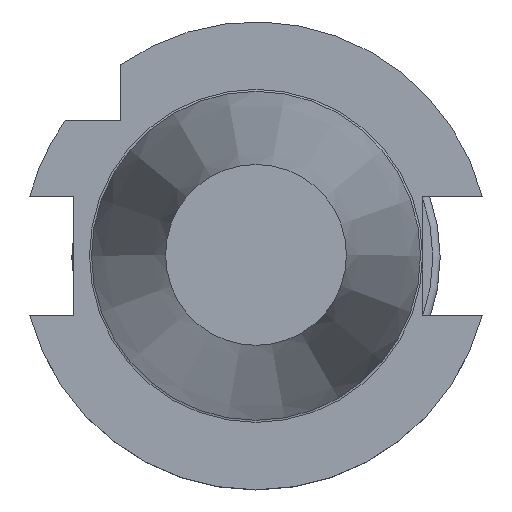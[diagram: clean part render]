
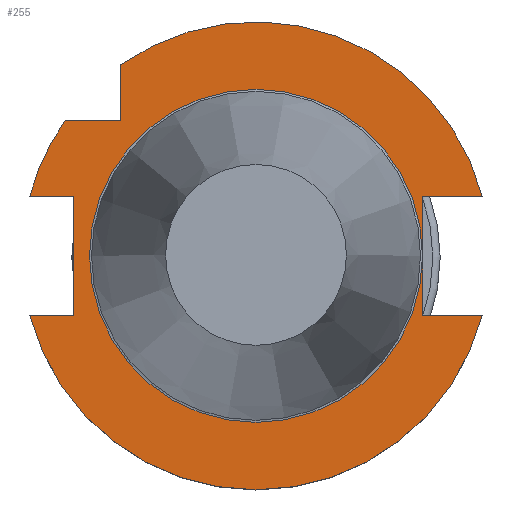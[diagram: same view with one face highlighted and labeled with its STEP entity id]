
A CAD part, top view. The second image highlights one B-rep face of the part: STEP entity #255.
In plain terms, the highlighted planar face has unit normal (0, 0, 1).
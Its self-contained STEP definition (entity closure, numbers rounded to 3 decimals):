
#61=LINE('',#1526,#113);
#62=LINE('',#1528,#114);
#63=LINE('',#1531,#115);
#64=LINE('',#1533,#116);
#65=LINE('',#1534,#117);
#66=LINE('',#1536,#118);
#67=LINE('',#1537,#119);
#68=LINE('',#1539,#120);
#69=LINE('',#1541,#121);
#113=VECTOR('',#1251,1.);
#114=VECTOR('',#1252,1.);
#115=VECTOR('',#1255,1.);
#116=VECTOR('',#1256,1.);
#117=VECTOR('',#1257,1.);
#118=VECTOR('',#1258,1.);
#119=VECTOR('',#1259,1.);
#120=VECTOR('',#1260,1.);
#121=VECTOR('',#1261,1.);
#154=FACE_OUTER_BOUND('',#420,.T.);
#209=PLANE('',#1045);
#255=ADVANCED_FACE('CU_FL_SU_5',(#154),#209,.F.);
#420=EDGE_LOOP('',(#534,#535,#536,#537,#538,#539,#540,#541,#542,#543,#544,
#545,#546));
#534=ORIENTED_EDGE('',*,*,#836,.F.);
#535=ORIENTED_EDGE('',*,*,#837,.T.);
#536=ORIENTED_EDGE('',*,*,#838,.T.);
#537=ORIENTED_EDGE('',*,*,#839,.T.);
#538=ORIENTED_EDGE('',*,*,#840,.T.);
#539=ORIENTED_EDGE('',*,*,#828,.T.);
#540=ORIENTED_EDGE('',*,*,#841,.T.);
#541=ORIENTED_EDGE('',*,*,#842,.F.);
#542=ORIENTED_EDGE('',*,*,#832,.F.);
#543=ORIENTED_EDGE('',*,*,#843,.F.);
#544=ORIENTED_EDGE('',*,*,#844,.F.);
#545=ORIENTED_EDGE('',*,*,#845,.T.);
#546=ORIENTED_EDGE('',*,*,#824,.F.);
#733=VERTEX_POINT('',#1495);
#735=VERTEX_POINT('',#1499);
#736=VERTEX_POINT('',#1503);
#739=VERTEX_POINT('',#1508);
#741=VERTEX_POINT('',#1513);
#743=VERTEX_POINT('',#1517);
#746=VERTEX_POINT('',#1527);
#747=VERTEX_POINT('',#1529);
#748=VERTEX_POINT('',#1532);
#749=VERTEX_POINT('',#1535);
#750=VERTEX_POINT('',#1538);
#751=VERTEX_POINT('',#1540);
#824=EDGE_CURVE('',#735,#733,#933,.T.);
#828=EDGE_CURVE('',#736,#739,#935,.T.);
#832=EDGE_CURVE('',#743,#741,#937,.T.);
#836=EDGE_CURVE('',#746,#735,#61,.T.);
#837=EDGE_CURVE('',#746,#747,#62,.T.);
#838=EDGE_CURVE('',#747,#747,#939,.T.);
#839=EDGE_CURVE('',#747,#748,#63,.T.);
#840=EDGE_CURVE('',#748,#736,#64,.T.);
#841=EDGE_CURVE('',#739,#749,#65,.T.);
#842=EDGE_CURVE('',#741,#749,#66,.T.);
#843=EDGE_CURVE('',#750,#743,#67,.T.);
#844=EDGE_CURVE('',#751,#750,#68,.T.);
#845=EDGE_CURVE('',#751,#733,#69,.T.);
#933=CIRCLE('',#1034,31.75);
#935=CIRCLE('',#1037,31.75);
#937=CIRCLE('',#1040,31.75);
#939=CIRCLE('',#1044,22.6);
#1034=AXIS2_PLACEMENT_3D('',#1500,#1225,#1226);
#1037=AXIS2_PLACEMENT_3D('',#1509,#1233,#1234);
#1040=AXIS2_PLACEMENT_3D('',#1518,#1241,#1242);
#1044=AXIS2_PLACEMENT_3D('',#1530,#1253,#1254);
#1045=AXIS2_PLACEMENT_3D('',#1542,#1262,#1263);
#1225=DIRECTION('',(0.,0.,-1.));
#1226=DIRECTION('',(-1.,0.,0.));
#1233=DIRECTION('',(0.,0.,1.));
#1234=DIRECTION('',(-1.,0.,0.));
#1241=DIRECTION('',(0.,0.,-1.));
#1242=DIRECTION('',(-1.,0.,0.));
#1251=DIRECTION('',(1.,0.,0.));
#1252=DIRECTION('',(0.,1.,0.));
#1253=DIRECTION('',(0.,0.,-1.));
#1254=DIRECTION('',(-1.,0.,0.));
#1255=DIRECTION('',(0.,1.,0.));
#1256=DIRECTION('',(1.,0.,0.));
#1257=DIRECTION('',(0.,-1.,0.));
#1258=DIRECTION('',(1.,0.,0.));
#1259=DIRECTION('',(-1.,0.,0.));
#1260=DIRECTION('',(0.,1.,0.));
#1261=DIRECTION('',(-1.,0.,0.));
#1262=DIRECTION('',(0.,0.,-1.));
#1263=DIRECTION('',(-1.,0.,0.));
#1495=CARTESIAN_POINT('',(-30.701,-8.095,-3.2));
#1499=CARTESIAN_POINT('',(30.701,-8.095,-3.2));
#1500=CARTESIAN_POINT('',(0.,0.,-3.2));
#1503=CARTESIAN_POINT('',(30.701,8.095,-3.2));
#1508=CARTESIAN_POINT('',(-18.35,25.91,-3.2));
#1509=CARTESIAN_POINT('',(0.,0.,-3.2));
#1513=CARTESIAN_POINT('',(-25.91,18.35,-3.2));
#1517=CARTESIAN_POINT('',(-30.701,8.095,-3.2));
#1518=CARTESIAN_POINT('',(0.,0.,-3.2));
#1526=CARTESIAN_POINT('',(0.,-8.095,-3.2));
#1527=CARTESIAN_POINT('',(22.6,-8.095,-3.2));
#1528=CARTESIAN_POINT('',(22.6,22.,-3.2));
#1529=CARTESIAN_POINT('',(22.6,0.,-3.2));
#1530=CARTESIAN_POINT('',(0.,0.,-3.2));
#1531=CARTESIAN_POINT('',(22.6,22.,-3.2));
#1532=CARTESIAN_POINT('',(22.6,8.095,-3.2));
#1533=CARTESIAN_POINT('',(41.75,8.095,-3.2));
#1534=CARTESIAN_POINT('',(-18.35,22.,-3.2));
#1535=CARTESIAN_POINT('',(-18.35,18.35,-3.2));
#1536=CARTESIAN_POINT('',(0.,18.35,-3.2));
#1537=CARTESIAN_POINT('',(0.,8.095,-3.2));
#1538=CARTESIAN_POINT('',(-24.8,8.095,-3.2));
#1539=CARTESIAN_POINT('',(-24.8,22.,-3.2));
#1540=CARTESIAN_POINT('',(-24.8,-8.095,-3.2));
#1541=CARTESIAN_POINT('',(-41.75,-8.095,-3.2));
#1542=CARTESIAN_POINT('',(0.,22.,-3.2));
